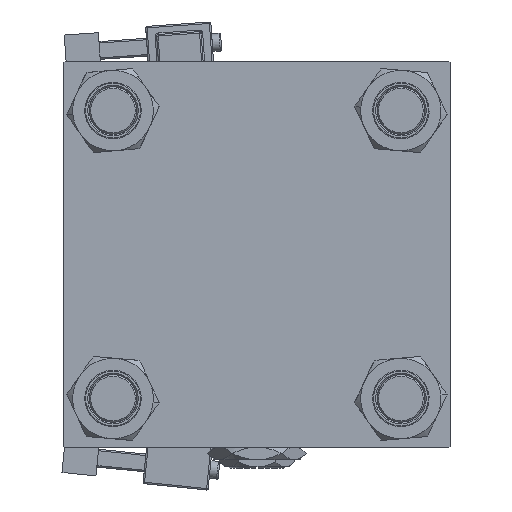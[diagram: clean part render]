
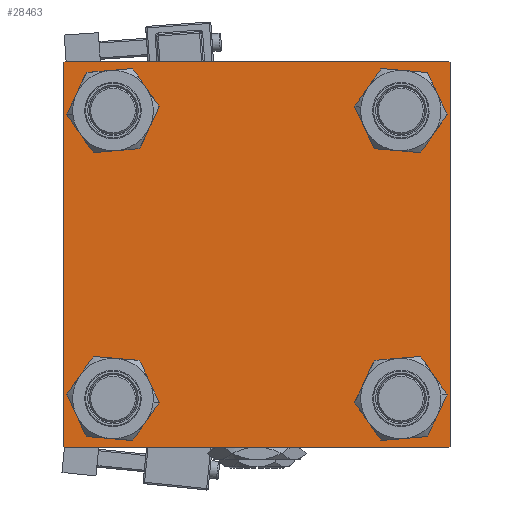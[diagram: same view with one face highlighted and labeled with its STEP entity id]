
A CAD part, left-side view. The second image highlights one B-rep face of the part: STEP entity #28463.
In plain terms, the highlighted planar face has unit normal (-1, 0, 0).
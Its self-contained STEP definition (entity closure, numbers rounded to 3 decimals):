
#259 = AXIS2_PLACEMENT_3D ( 'NONE', #49288, #59194, #16977 ) ;
#584 = DIRECTION ( 'NONE',  ( 1., 0., 0. ) ) ;
#860 = CARTESIAN_POINT ( 'NONE',  ( 0., 48.45, 39.95 ) ) ;
#1623 = ORIENTED_EDGE ( 'NONE', *, *, #17172, .T. ) ;
#2443 = DIRECTION ( 'NONE',  ( 1., 0., 0. ) ) ;
#2819 = VERTEX_POINT ( 'NONE', #10449 ) ;
#2966 = ORIENTED_EDGE ( 'NONE', *, *, #60347, .F. ) ;
#3142 = VERTEX_POINT ( 'NONE', #32132 ) ;
#3442 = EDGE_CURVE ( 'NONE', #17326, #2819, #53505, .T. ) ;
#4021 = VERTEX_POINT ( 'NONE', #53851 ) ;
#4059 = EDGE_CURVE ( 'NONE', #48519, #4021, #34723, .T. ) ;
#4761 = EDGE_CURVE ( 'NONE', #57724, #20598, #38345, .T. ) ;
#5039 = LINE ( 'NONE', #42923, #13486 ) ;
#5061 = VERTEX_POINT ( 'NONE', #56595 ) ;
#5739 = CARTESIAN_POINT ( 'NONE',  ( 0., 65., -65. ) ) ;
#6431 = AXIS2_PLACEMENT_3D ( 'NONE', #29437, #584, #19502 ) ;
#6866 = ORIENTED_EDGE ( 'NONE', *, *, #43904, .T. ) ;
#7167 = VERTEX_POINT ( 'NONE', #45859 ) ;
#7927 = AXIS2_PLACEMENT_3D ( 'NONE', #17787, #32074, #17490 ) ;
#8385 = PLANE ( 'NONE',  #14201 ) ;
#10164 = CARTESIAN_POINT ( 'NONE',  ( 0., 65., 65. ) ) ;
#10437 = CARTESIAN_POINT ( 'NONE',  ( 0., 48.45, -56.95 ) ) ;
#10449 = CARTESIAN_POINT ( 'NONE',  ( 0., -48.45, 56.95 ) ) ;
#11086 = ORIENTED_EDGE ( 'NONE', *, *, #3442, .T. ) ;
#11338 = AXIS2_PLACEMENT_3D ( 'NONE', #16727, #21360, #31300 ) ;
#11935 = CARTESIAN_POINT ( 'NONE',  ( 0., 64.75, -64.75 ) ) ;
#11950 = CIRCLE ( 'NONE', #39719, 8.5 ) ;
#11987 = VERTEX_POINT ( 'NONE', #27036 ) ;
#12133 = CARTESIAN_POINT ( 'NONE',  ( 0., 0., 0. ) ) ;
#12455 = VERTEX_POINT ( 'NONE', #56745 ) ;
#12544 = DIRECTION ( 'NONE',  ( 0., 0., 1. ) ) ;
#12724 = CARTESIAN_POINT ( 'NONE',  ( 0., -64.75, 64.75 ) ) ;
#13011 = CARTESIAN_POINT ( 'NONE',  ( 0., -48.45, -48.45 ) ) ;
#13486 = VECTOR ( 'NONE', #33286, 1000. ) ;
#14201 = AXIS2_PLACEMENT_3D ( 'NONE', #12133, #55291, #46280 ) ;
#14378 = CARTESIAN_POINT ( 'NONE',  ( 0., 64.5, -65. ) ) ;
#15082 = CARTESIAN_POINT ( 'NONE',  ( 0., -65., 65. ) ) ;
#15217 = EDGE_LOOP ( 'NONE', ( #22158, #27174 ) ) ;
#16122 = CARTESIAN_POINT ( 'NONE',  ( 0., -48.45, 48.45 ) ) ;
#16596 = DIRECTION ( 'NONE',  ( 1., 0., 0. ) ) ;
#16727 = CARTESIAN_POINT ( 'NONE',  ( 0., -48.45, -48.45 ) ) ;
#16977 = DIRECTION ( 'NONE',  ( 0., 0., 1. ) ) ;
#16978 = LINE ( 'NONE', #45242, #29673 ) ;
#17172 = EDGE_CURVE ( 'NONE', #27235, #43519, #11950, .T. ) ;
#17326 = VERTEX_POINT ( 'NONE', #37816 ) ;
#17490 = DIRECTION ( 'NONE',  ( 0., 0., 1. ) ) ;
#17748 = ORIENTED_EDGE ( 'NONE', *, *, #36103, .T. ) ;
#17754 = EDGE_CURVE ( 'NONE', #47598, #12455, #24367, .T. ) ;
#17787 = CARTESIAN_POINT ( 'NONE',  ( 0., 48.45, 48.45 ) ) ;
#17820 = DIRECTION ( 'NONE',  ( 0., -0.707, -0.707 ) ) ;
#18016 = LINE ( 'NONE', #10164, #34331 ) ;
#18833 = CARTESIAN_POINT ( 'NONE',  ( 0., -65., 64.5 ) ) ;
#19069 = LINE ( 'NONE', #51380, #41247 ) ;
#19466 = AXIS2_PLACEMENT_3D ( 'NONE', #16122, #2443, #49944 ) ;
#19502 = DIRECTION ( 'NONE',  ( 0., 0., 1. ) ) ;
#20598 = VERTEX_POINT ( 'NONE', #25011 ) ;
#21360 = DIRECTION ( 'NONE',  ( 1., 0., 0. ) ) ;
#21734 = FACE_OUTER_BOUND ( 'NONE', #50867, .T. ) ;
#22158 = ORIENTED_EDGE ( 'NONE', *, *, #60773, .T. ) ;
#22527 = ORIENTED_EDGE ( 'NONE', *, *, #45750, .T. ) ;
#23376 = CIRCLE ( 'NONE', #19466, 8.5 ) ;
#23625 = CARTESIAN_POINT ( 'NONE',  ( 0., -48.45, 48.45 ) ) ;
#23711 = ORIENTED_EDGE ( 'NONE', *, *, #4761, .T. ) ;
#24367 = LINE ( 'NONE', #15082, #34846 ) ;
#24639 = VERTEX_POINT ( 'NONE', #46940 ) ;
#24990 = DIRECTION ( 'NONE',  ( 0., 0., -1. ) ) ;
#25011 = CARTESIAN_POINT ( 'NONE',  ( 0., -64.5, -65. ) ) ;
#25201 = CIRCLE ( 'NONE', #11338, 8.5 ) ;
#25901 = CARTESIAN_POINT ( 'NONE',  ( 0., 48.45, -48.45 ) ) ;
#26785 = EDGE_CURVE ( 'NONE', #33724, #24639, #43931, .T. ) ;
#27036 = CARTESIAN_POINT ( 'NONE',  ( 0., 64.5, 65. ) ) ;
#27174 = ORIENTED_EDGE ( 'NONE', *, *, #26785, .T. ) ;
#27235 = VERTEX_POINT ( 'NONE', #35236 ) ;
#28463 = ADVANCED_FACE ( 'NONE', ( #31992, #41002, #50932, #45978, #21734 ), #8385, .T. ) ;
#28692 = DIRECTION ( 'NONE',  ( 0., 0.707, -0.707 ) ) ;
#29437 = CARTESIAN_POINT ( 'NONE',  ( 0., 48.45, 48.45 ) ) ;
#29673 = VECTOR ( 'NONE', #59195, 1000. ) ;
#31300 = DIRECTION ( 'NONE',  ( 0., 0., 1. ) ) ;
#31992 = FACE_BOUND ( 'NONE', #56512, .T. ) ;
#32074 = DIRECTION ( 'NONE',  ( 1., 0., 0. ) ) ;
#32132 = CARTESIAN_POINT ( 'NONE',  ( 0., 65., -64.5 ) ) ;
#32649 = ORIENTED_EDGE ( 'NONE', *, *, #36679, .T. ) ;
#33286 = DIRECTION ( 'NONE',  ( 0., -0.707, 0.707 ) ) ;
#33595 = ORIENTED_EDGE ( 'NONE', *, *, #52381, .T. ) ;
#33724 = VERTEX_POINT ( 'NONE', #10437 ) ;
#34331 = VECTOR ( 'NONE', #41619, 1000. ) ;
#34723 = CIRCLE ( 'NONE', #7927, 8.5 ) ;
#34846 = VECTOR ( 'NONE', #24990, 1000. ) ;
#35236 = CARTESIAN_POINT ( 'NONE',  ( 0., -48.45, -56.95 ) ) ;
#36103 = EDGE_CURVE ( 'NONE', #11987, #5061, #19069, .T. ) ;
#36403 = EDGE_CURVE ( 'NONE', #20598, #12455, #5039, .T. ) ;
#36509 = VECTOR ( 'NONE', #17820, 1000. ) ;
#36679 = EDGE_CURVE ( 'NONE', #5061, #3142, #18016, .T. ) ;
#36715 = ORIENTED_EDGE ( 'NONE', *, *, #36403, .T. ) ;
#37289 = VECTOR ( 'NONE', #41291, 1000. ) ;
#37626 = DIRECTION ( 'NONE',  ( 1., 0., 0. ) ) ;
#37816 = CARTESIAN_POINT ( 'NONE',  ( 0., -48.45, 39.95 ) ) ;
#38345 = LINE ( 'NONE', #5739, #40686 ) ;
#38618 = ORIENTED_EDGE ( 'NONE', *, *, #17754, .F. ) ;
#39254 = ORIENTED_EDGE ( 'NONE', *, *, #57661, .T. ) ;
#39390 = ORIENTED_EDGE ( 'NONE', *, *, #4059, .T. ) ;
#39719 = AXIS2_PLACEMENT_3D ( 'NONE', #13011, #55548, #46241 ) ;
#40651 = EDGE_CURVE ( 'NONE', #2819, #17326, #23376, .T. ) ;
#40686 = VECTOR ( 'NONE', #57593, 1000. ) ;
#41002 = FACE_BOUND ( 'NONE', #55845, .T. ) ;
#41247 = VECTOR ( 'NONE', #28692, 1000. ) ;
#41291 = DIRECTION ( 'NONE',  ( 0., 0.707, 0.707 ) ) ;
#41619 = DIRECTION ( 'NONE',  ( 0., 0., -1. ) ) ;
#42923 = CARTESIAN_POINT ( 'NONE',  ( 0., -64.75, -64.75 ) ) ;
#43519 = VERTEX_POINT ( 'NONE', #55294 ) ;
#43904 = EDGE_CURVE ( 'NONE', #43519, #27235, #25201, .T. ) ;
#43931 = CIRCLE ( 'NONE', #259, 8.5 ) ;
#44584 = AXIS2_PLACEMENT_3D ( 'NONE', #25901, #16596, #12544 ) ;
#45242 = CARTESIAN_POINT ( 'NONE',  ( 0., 65., 65. ) ) ;
#45677 = ORIENTED_EDGE ( 'NONE', *, *, #40651, .T. ) ;
#45750 = EDGE_CURVE ( 'NONE', #4021, #48519, #46103, .T. ) ;
#45785 = LINE ( 'NONE', #11935, #36509 ) ;
#45859 = CARTESIAN_POINT ( 'NONE',  ( 0., -64.5, 65. ) ) ;
#45978 = FACE_BOUND ( 'NONE', #47180, .T. ) ;
#46103 = CIRCLE ( 'NONE', #6431, 8.5 ) ;
#46241 = DIRECTION ( 'NONE',  ( 0., 0., 1. ) ) ;
#46280 = DIRECTION ( 'NONE',  ( 0., 0., 1. ) ) ;
#46940 = CARTESIAN_POINT ( 'NONE',  ( 0., 48.45, -39.95 ) ) ;
#47180 = EDGE_LOOP ( 'NONE', ( #22527, #39390 ) ) ;
#47258 = DIRECTION ( 'NONE',  ( 0., 0., 1. ) ) ;
#47554 = AXIS2_PLACEMENT_3D ( 'NONE', #23625, #37626, #47258 ) ;
#47598 = VERTEX_POINT ( 'NONE', #18833 ) ;
#48519 = VERTEX_POINT ( 'NONE', #860 ) ;
#49288 = CARTESIAN_POINT ( 'NONE',  ( 0., 48.45, -48.45 ) ) ;
#49944 = DIRECTION ( 'NONE',  ( 0., 0., 1. ) ) ;
#50867 = EDGE_LOOP ( 'NONE', ( #32649, #39254, #23711, #36715, #38618, #33595, #2966, #17748 ) ) ;
#50932 = FACE_BOUND ( 'NONE', #15217, .T. ) ;
#51380 = CARTESIAN_POINT ( 'NONE',  ( 0., 64.75, 64.75 ) ) ;
#52381 = EDGE_CURVE ( 'NONE', #47598, #7167, #55277, .T. ) ;
#53505 = CIRCLE ( 'NONE', #47554, 8.5 ) ;
#53851 = CARTESIAN_POINT ( 'NONE',  ( 0., 48.45, 56.95 ) ) ;
#55277 = LINE ( 'NONE', #12724, #37289 ) ;
#55291 = DIRECTION ( 'NONE',  ( -1., 0., 0. ) ) ;
#55294 = CARTESIAN_POINT ( 'NONE',  ( 0., -48.45, -39.95 ) ) ;
#55548 = DIRECTION ( 'NONE',  ( 1., 0., 0. ) ) ;
#55845 = EDGE_LOOP ( 'NONE', ( #6866, #1623 ) ) ;
#56512 = EDGE_LOOP ( 'NONE', ( #45677, #11086 ) ) ;
#56595 = CARTESIAN_POINT ( 'NONE',  ( 0., 65., 64.5 ) ) ;
#56745 = CARTESIAN_POINT ( 'NONE',  ( 0., -65., -64.5 ) ) ;
#57593 = DIRECTION ( 'NONE',  ( 0., -1., 0. ) ) ;
#57661 = EDGE_CURVE ( 'NONE', #3142, #57724, #45785, .T. ) ;
#57724 = VERTEX_POINT ( 'NONE', #14378 ) ;
#59194 = DIRECTION ( 'NONE',  ( 1., 0., 0. ) ) ;
#59195 = DIRECTION ( 'NONE',  ( 0., -1., 0. ) ) ;
#59404 = CIRCLE ( 'NONE', #44584, 8.5 ) ;
#60347 = EDGE_CURVE ( 'NONE', #11987, #7167, #16978, .T. ) ;
#60773 = EDGE_CURVE ( 'NONE', #24639, #33724, #59404, .T. ) ;
